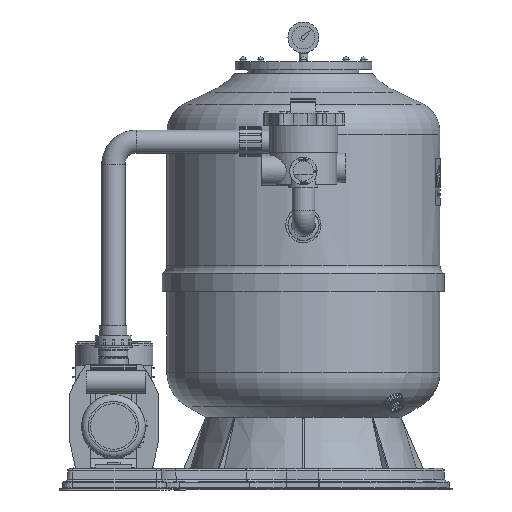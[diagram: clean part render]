
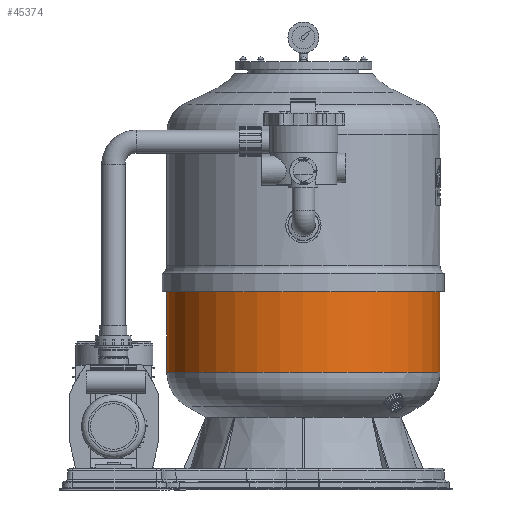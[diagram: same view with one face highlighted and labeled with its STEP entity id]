
A CAD part, front view. The second image highlights one B-rep face of the part: STEP entity #45374.
In plain terms, the highlighted cylindrical face has radius 300 mm (diameter 600 mm), a full revolution.
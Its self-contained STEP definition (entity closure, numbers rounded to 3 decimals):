
#11787=FACE_BOUND('',#18136,.T.);
#12276=CIRCLE('',#47410,300.);
#12712=CIRCLE('',#48542,300.);
#15257=FACE_OUTER_BOUND('',#18135,.T.);
#18135=EDGE_LOOP('',(#42418));
#18136=EDGE_LOOP('',(#42419));
#22214=VERTEX_POINT('',#77822);
#23309=VERTEX_POINT('',#81979);
#28024=EDGE_CURVE('',#22214,#22214,#12276,.T.);
#29714=EDGE_CURVE('',#23309,#23309,#12712,.T.);
#42418=ORIENTED_EDGE('',*,*,#28024,.T.);
#42419=ORIENTED_EDGE('',*,*,#29714,.F.);
#42860=CYLINDRICAL_SURFACE('',#48541,300.);
#45374=ADVANCED_FACE('',(#15257,#11787),#42860,.T.);
#47410=AXIS2_PLACEMENT_3D('',#77823,#55804,#55805);
#48541=AXIS2_PLACEMENT_3D('',#81978,#59212,#59213);
#48542=AXIS2_PLACEMENT_3D('',#81980,#59214,#59215);
#55804=DIRECTION('center_axis',(0.,0.,1.));
#55805=DIRECTION('ref_axis',(1.,0.,0.));
#59212=DIRECTION('center_axis',(0.,0.,1.));
#59213=DIRECTION('ref_axis',(1.,0.,0.));
#59214=DIRECTION('center_axis',(0.,0.,1.));
#59215=DIRECTION('ref_axis',(1.,0.,0.));
#77822=CARTESIAN_POINT('',(300.,0.,100.34));
#77823=CARTESIAN_POINT('Origin',(0.,0.,100.34));
#81978=CARTESIAN_POINT('Origin',(0.,0.,188.728));
#81979=CARTESIAN_POINT('',(300.,0.,277.117));
#81980=CARTESIAN_POINT('Origin',(0.,0.,277.117));
